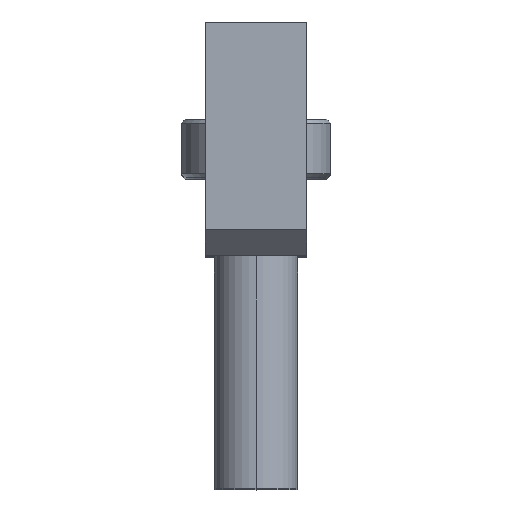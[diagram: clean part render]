
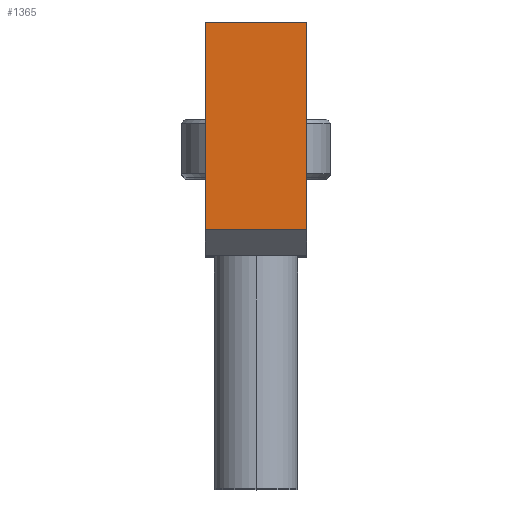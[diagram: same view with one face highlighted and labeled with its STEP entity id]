
A CAD part, top view. The second image highlights one B-rep face of the part: STEP entity #1365.
In plain terms, the highlighted planar face has unit normal (0, 0, 1).
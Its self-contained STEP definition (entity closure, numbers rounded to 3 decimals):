
#32 = DIRECTION ( 'NONE',  ( 0., -1., 0. ) ) ;
#144 = CARTESIAN_POINT ( 'NONE',  ( 2.6, 6.5, 30. ) ) ;
#183 = VECTOR ( 'NONE', #32, 1000. ) ;
#217 = AXIS2_PLACEMENT_3D ( 'NONE', #2334, #1989, #1063 ) ;
#234 = LINE ( 'NONE', #2050, #1631 ) ;
#389 = LINE ( 'NONE', #946, #183 ) ;
#428 = DIRECTION ( 'NONE',  ( -1., 0., 0. ) ) ;
#473 = EDGE_CURVE ( 'NONE', #868, #2293, #869, .T. ) ;
#491 = DIRECTION ( 'NONE',  ( -1., 0., 0. ) ) ;
#523 = VERTEX_POINT ( 'NONE', #1838 ) ;
#549 = EDGE_LOOP ( 'NONE', ( #2020, #2210, #1716, #1793 ) ) ;
#557 = PLANE ( 'NONE',  #217 ) ;
#826 = CARTESIAN_POINT ( 'NONE',  ( 2.6, 6.5, 30. ) ) ;
#868 = VERTEX_POINT ( 'NONE', #826 ) ;
#869 = LINE ( 'NONE', #144, #1321 ) ;
#946 = CARTESIAN_POINT ( 'NONE',  ( 2.6, 0., 30. ) ) ;
#1047 = CARTESIAN_POINT ( 'NONE',  ( -2.6, -4.2, 30. ) ) ;
#1063 = DIRECTION ( 'NONE',  ( -1., 0., 0. ) ) ;
#1074 = VERTEX_POINT ( 'NONE', #1047 ) ;
#1099 = DIRECTION ( 'NONE',  ( 0., -1., 0. ) ) ;
#1298 = FACE_OUTER_BOUND ( 'NONE', #549, .T. ) ;
#1321 = VECTOR ( 'NONE', #491, 1000. ) ;
#1365 = ADVANCED_FACE ( 'NONE', ( #1298 ), #557, .F. ) ;
#1607 = CARTESIAN_POINT ( 'NONE',  ( -2.6, 0., 30. ) ) ;
#1611 = CARTESIAN_POINT ( 'NONE',  ( -2.6, 6.5, 30. ) ) ;
#1631 = VECTOR ( 'NONE', #428, 1000. ) ;
#1709 = EDGE_CURVE ( 'NONE', #2293, #1074, #2174, .T. ) ;
#1716 = ORIENTED_EDGE ( 'NONE', *, *, #1898, .F. ) ;
#1793 = ORIENTED_EDGE ( 'NONE', *, *, #473, .T. ) ;
#1838 = CARTESIAN_POINT ( 'NONE',  ( 2.6, -4.2, 30. ) ) ;
#1898 = EDGE_CURVE ( 'NONE', #868, #523, #389, .T. ) ;
#1989 = DIRECTION ( 'NONE',  ( 0., 0., -1. ) ) ;
#2020 = ORIENTED_EDGE ( 'NONE', *, *, #1709, .T. ) ;
#2021 = EDGE_CURVE ( 'NONE', #523, #1074, #234, .T. ) ;
#2050 = CARTESIAN_POINT ( 'NONE',  ( 2.6, -4.2, 30. ) ) ;
#2074 = VECTOR ( 'NONE', #1099, 1000. ) ;
#2174 = LINE ( 'NONE', #1607, #2074 ) ;
#2210 = ORIENTED_EDGE ( 'NONE', *, *, #2021, .F. ) ;
#2293 = VERTEX_POINT ( 'NONE', #1611 ) ;
#2334 = CARTESIAN_POINT ( 'NONE',  ( 2.6, 0., 30. ) ) ;
